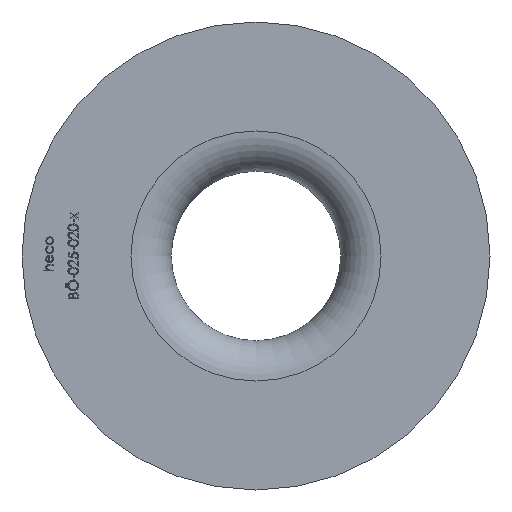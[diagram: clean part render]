
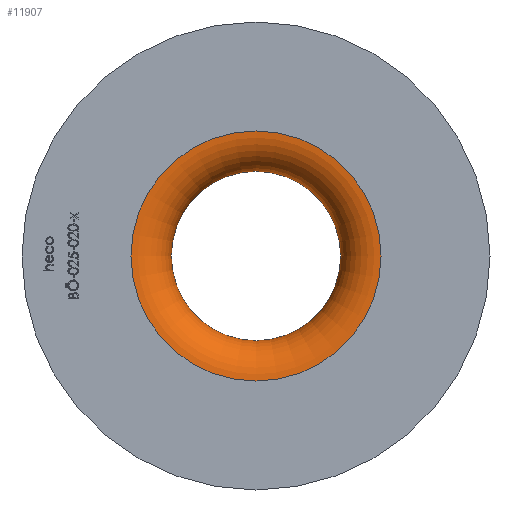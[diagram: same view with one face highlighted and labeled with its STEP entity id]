
A CAD part, left-side view. The second image highlights one B-rep face of the part: STEP entity #11907.
In plain terms, the highlighted toroidal (fillet/blend) face has major radius 15.5 mm and minor radius 5 mm.
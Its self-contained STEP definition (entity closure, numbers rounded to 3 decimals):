
#272 = EDGE_CURVE ( 'NONE', #8583, #8583, #12190, .T. ) ;
#630 = DIRECTION ( 'NONE',  ( 0., 0., 1. ) ) ;
#1153 = ORIENTED_EDGE ( 'NONE', *, *, #7596, .F. ) ;
#2137 = ORIENTED_EDGE ( 'NONE', *, *, #272, .T. ) ;
#2332 = VERTEX_POINT ( 'NONE', #9513 ) ;
#3003 = TOROIDAL_SURFACE ( 'NONE', #4268, 15.5, 5. ) ;
#3046 = DIRECTION ( 'NONE',  ( -1., 0., 0. ) ) ;
#3343 = EDGE_LOOP ( 'NONE', ( #2137 ) ) ;
#3584 = DIRECTION ( 'NONE',  ( 0., 0., 1. ) ) ;
#3747 = AXIS2_PLACEMENT_3D ( 'NONE', #5159, #3046, #630 ) ;
#4268 = AXIS2_PLACEMENT_3D ( 'NONE', #13859, #7109, #14297 ) ;
#4980 = CARTESIAN_POINT ( 'NONE',  ( 0., 0., 15.5 ) ) ;
#5159 = CARTESIAN_POINT ( 'NONE',  ( 0., 0., 0. ) ) ;
#5582 = EDGE_LOOP ( 'NONE', ( #1153 ) ) ;
#7109 = DIRECTION ( 'NONE',  ( -1., 0., 0. ) ) ;
#7596 = EDGE_CURVE ( 'NONE', #2332, #2332, #9277, .T. ) ;
#8186 = FACE_OUTER_BOUND ( 'NONE', #3343, .T. ) ;
#8583 = VERTEX_POINT ( 'NONE', #4980 ) ;
#9277 = CIRCLE ( 'NONE', #11517, 10.5 ) ;
#9513 = CARTESIAN_POINT ( 'NONE',  ( 5., 0., 10.5 ) ) ;
#10728 = DIRECTION ( 'NONE',  ( -1., 0., 0. ) ) ;
#11424 = FACE_OUTER_BOUND ( 'NONE', #5582, .T. ) ;
#11517 = AXIS2_PLACEMENT_3D ( 'NONE', #13021, #10728, #3584 ) ;
#11907 = ADVANCED_FACE ( 'NONE', ( #11424, #8186 ), #3003, .T. ) ;
#12190 = CIRCLE ( 'NONE', #3747, 15.5 ) ;
#13021 = CARTESIAN_POINT ( 'NONE',  ( 5., 0., 0. ) ) ;
#13859 = CARTESIAN_POINT ( 'NONE',  ( 5., 0., 0. ) ) ;
#14297 = DIRECTION ( 'NONE',  ( 0., 0., 1. ) ) ;
